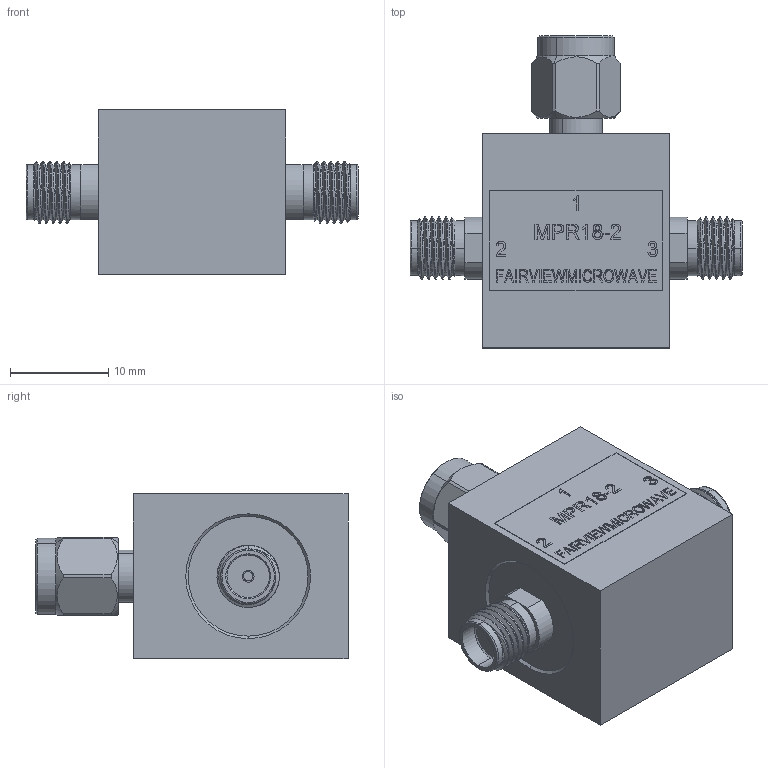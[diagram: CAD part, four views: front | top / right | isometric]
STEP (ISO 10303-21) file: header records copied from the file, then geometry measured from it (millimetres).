
FILE_DESCRIPTION (( 'STEP AP214' ), '1' );
FILE_NAME ('MPR18-2_3D.step', '2023-10-25T20:18:57', ( '' ), ( '' ), 'SwSTEP 2.0', 'SolidWorks 2022', '' );
FILE_SCHEMA (( 'AUTOMOTIVE_DESIGN' ));
Length unit declared in the file: inch
Products named in the file (1): MPR18-2_3D
Bounding box: 33.78 x 31.75 x 16.81 mm (x, y, z)
Volume: 7599.5 mm3; surface area: 3180.4 mm2
Topology: 1 solids, 1 shells, 529 faces, 1374 edges, 902 vertices
Faces by surface type: plane 286, bspline 129, cylinder 77, cone 33, torus 4
Entity records: 26250 total; most frequent: CARTESIAN_POINT 14306, ORIENTED_EDGE 2748, DIRECTION 1934, EDGE_CURVE 1374, VERTEX_POINT 902, LINE 888, VECTOR 888, EDGE_LOOP 584
